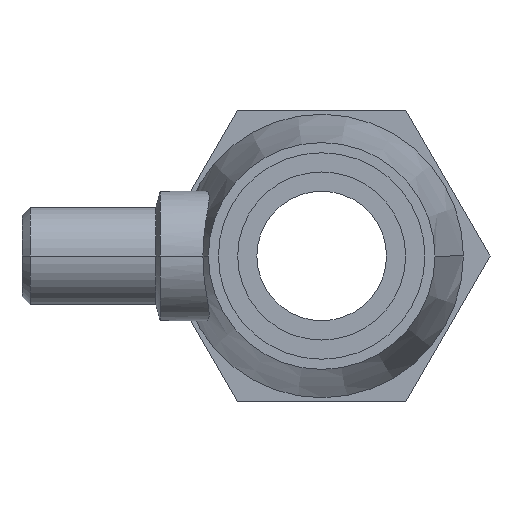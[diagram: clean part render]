
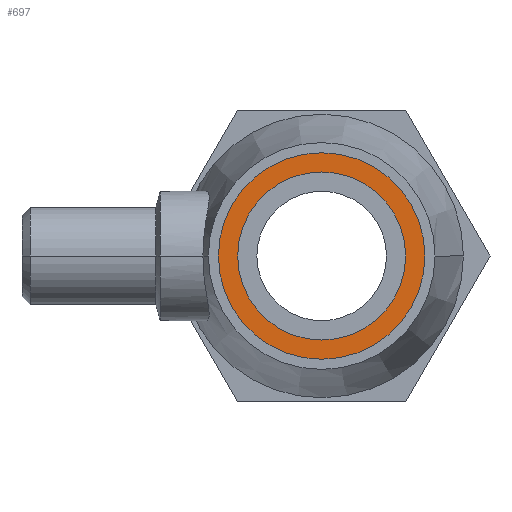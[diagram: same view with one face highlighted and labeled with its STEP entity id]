
A CAD part, left-side view. The second image highlights one B-rep face of the part: STEP entity #697.
In plain terms, the highlighted planar face has unit normal (-1, 0, 0).
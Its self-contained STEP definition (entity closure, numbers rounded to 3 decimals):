
#445 = VERTEX_POINT( '', #1118 );
#487 = VERTEX_POINT( '', #1163 );
#569 = EDGE_CURVE( '', #445, #871, #1253, .T. );
#627 = EDGE_CURVE( '', #803, #487, #1323, .T. );
#661 = EDGE_CURVE( '', #871, #445, #1360, .T. );
#697 = ADVANCED_FACE( '', ( #1400, #1401 ), #1402, .F. );
#803 = VERTEX_POINT( '', #1516 );
#817 = EDGE_CURVE( '', #487, #803, #1532, .T. );
#871 = VERTEX_POINT( '', #1593 );
#1118 = CARTESIAN_POINT( '', ( 0., -10.375, 0. ) );
#1163 = CARTESIAN_POINT( '', ( 0., 12.75, 0. ) );
#1253 = CIRCLE( '', #2207, 10.375 );
#1323 = CIRCLE( '', #2312, 12.75 );
#1360 = CIRCLE( '', #2366, 10.375 );
#1400 = FACE_OUTER_BOUND( '', #2439, .T. );
#1401 = FACE_BOUND( '', #2440, .T. );
#1402 = PLANE( '', #2441 );
#1516 = CARTESIAN_POINT( '', ( 0., -12.75, 0. ) );
#1532 = CIRCLE( '', #2784, 12.75 );
#1593 = CARTESIAN_POINT( '', ( 0., 10.375, 0. ) );
#2207 = AXIS2_PLACEMENT_3D( '', #3373, #3374, #3375 );
#2312 = AXIS2_PLACEMENT_3D( '', #3479, #3480, #3481 );
#2366 = AXIS2_PLACEMENT_3D( '', #3524, #3525, #3526 );
#2439 = EDGE_LOOP( '', ( #3574, #3575 ) );
#2440 = EDGE_LOOP( '', ( #3576, #3577 ) );
#2441 = AXIS2_PLACEMENT_3D( '', #3578, #3579, #3580 );
#2784 = AXIS2_PLACEMENT_3D( '', #3697, #3698, #3699 );
#3373 = CARTESIAN_POINT( '', ( 0., 0., 0. ) );
#3374 = DIRECTION( '', ( -1., 0., 0. ) );
#3375 = DIRECTION( '', ( 0., 1., 0. ) );
#3479 = CARTESIAN_POINT( '', ( 0., 0., 0. ) );
#3480 = DIRECTION( '', ( -1., 0., 0. ) );
#3481 = DIRECTION( '', ( 0., 1., 0. ) );
#3524 = CARTESIAN_POINT( '', ( 0., 0., 0. ) );
#3525 = DIRECTION( '', ( -1., 0., 0. ) );
#3526 = DIRECTION( '', ( 0., 1., 0. ) );
#3574 = ORIENTED_EDGE( '', *, *, #817, .T. );
#3575 = ORIENTED_EDGE( '', *, *, #627, .T. );
#3576 = ORIENTED_EDGE( '', *, *, #661, .F. );
#3577 = ORIENTED_EDGE( '', *, *, #569, .F. );
#3578 = CARTESIAN_POINT( '', ( 0., 11.563, 0. ) );
#3579 = DIRECTION( '', ( 1., 0., 0. ) );
#3580 = DIRECTION( '', ( 0., -1., 0. ) );
#3697 = CARTESIAN_POINT( '', ( 0., 0., 0. ) );
#3698 = DIRECTION( '', ( -1., 0., 0. ) );
#3699 = DIRECTION( '', ( 0., 1., 0. ) );
